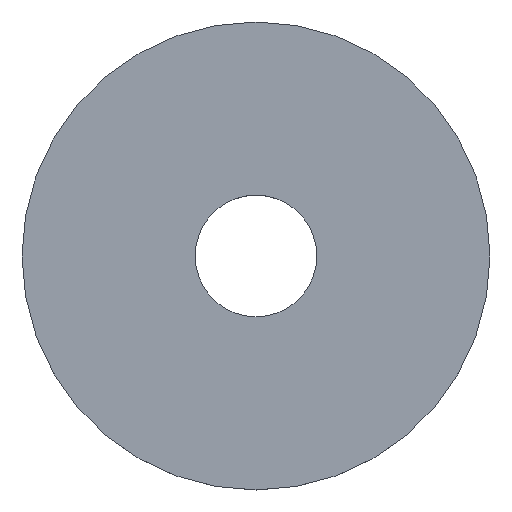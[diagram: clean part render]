
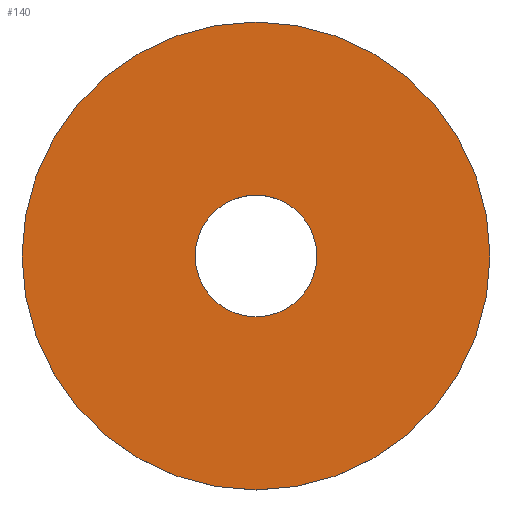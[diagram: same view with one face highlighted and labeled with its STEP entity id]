
A CAD part, top view. The second image highlights one B-rep face of the part: STEP entity #140.
In plain terms, the highlighted planar face has unit normal (0, 0, 1).
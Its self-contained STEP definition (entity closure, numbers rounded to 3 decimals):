
#4 = DIRECTION ( 'NONE',  ( 0., -1., 0. ) ) ;
#14 = ORIENTED_EDGE ( 'NONE', *, *, #128, .T. ) ;
#15 = DIRECTION ( 'NONE',  ( 0., 1., 0. ) ) ;
#16 = FACE_OUTER_BOUND ( 'NONE', #94, .T. ) ;
#31 = EDGE_CURVE ( 'NONE', #109, #109, #43, .T. ) ;
#33 = CIRCLE ( 'NONE', #92, 6.5 ) ;
#43 = CIRCLE ( 'NONE', #163, 25. ) ;
#58 = CARTESIAN_POINT ( 'NONE',  ( 0., 6.5, 1.6 ) ) ;
#64 = EDGE_LOOP ( 'NONE', ( #14 ) ) ;
#69 = FACE_BOUND ( 'NONE', #64, .T. ) ;
#79 = ORIENTED_EDGE ( 'NONE', *, *, #31, .F. ) ;
#80 = CARTESIAN_POINT ( 'NONE',  ( 0., 6.5, 1.6 ) ) ;
#87 = VERTEX_POINT ( 'NONE', #58 ) ;
#92 = AXIS2_PLACEMENT_3D ( 'NONE', #143, #133, #15 ) ;
#94 = EDGE_LOOP ( 'NONE', ( #79 ) ) ;
#102 = CARTESIAN_POINT ( 'NONE',  ( 0., 0., 1.6 ) ) ;
#108 = CARTESIAN_POINT ( 'NONE',  ( 0., 25., 1.6 ) ) ;
#109 = VERTEX_POINT ( 'NONE', #108 ) ;
#121 = PLANE ( 'NONE',  #135 ) ;
#128 = EDGE_CURVE ( 'NONE', #87, #87, #33, .T. ) ;
#131 = DIRECTION ( 'NONE',  ( 0., 0., 1. ) ) ;
#133 = DIRECTION ( 'NONE',  ( 0., 0., -1. ) ) ;
#135 = AXIS2_PLACEMENT_3D ( 'NONE', #80, #131, #4 ) ;
#140 = ADVANCED_FACE ( 'NONE', ( #69, #16 ), #121, .T. ) ;
#143 = CARTESIAN_POINT ( 'NONE',  ( 0., 0., 1.6 ) ) ;
#144 = DIRECTION ( 'NONE',  ( 0., 0., -1. ) ) ;
#163 = AXIS2_PLACEMENT_3D ( 'NONE', #102, #144, #167 ) ;
#167 = DIRECTION ( 'NONE',  ( 0., 1., 0. ) ) ;
